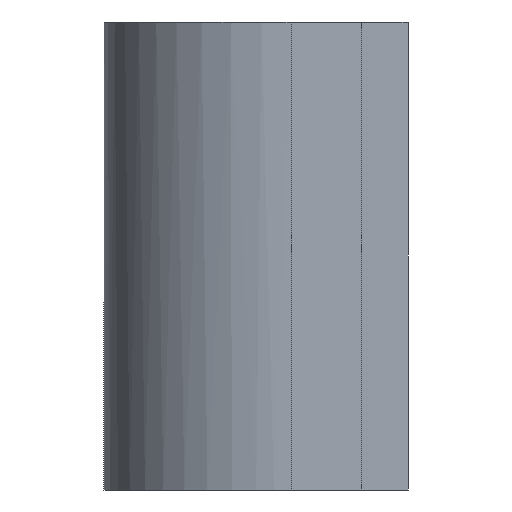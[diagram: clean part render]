
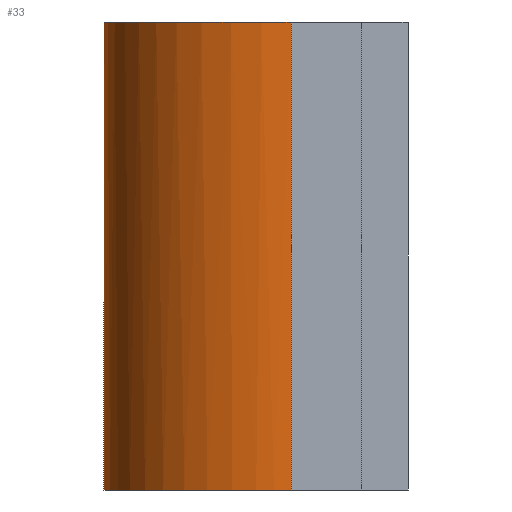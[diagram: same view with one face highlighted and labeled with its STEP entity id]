
A CAD part, left-side view. The second image highlights one B-rep face of the part: STEP entity #33.
In plain terms, the highlighted free-form (B-spline) face has degree [2, 1] with [9, 2] control points.
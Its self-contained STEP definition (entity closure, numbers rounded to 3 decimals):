
#33=ADVANCED_FACE('',(#51),#301,.T.);
#51=FACE_OUTER_BOUND('',#71,.T.);
#71=EDGE_LOOP('',(#161,#162,#163,#164));
#161=ORIENTED_EDGE('',*,*,#171,.F.);
#162=ORIENTED_EDGE('',*,*,#213,.T.);
#163=ORIENTED_EDGE('',*,*,#179,.F.);
#164=ORIENTED_EDGE('',*,*,#214,.T.);
#171=EDGE_CURVE('',#279,#280,#231,.T.);
#179=EDGE_CURVE('',#281,#282,#239,.T.);
#213=EDGE_CURVE('',#279,#282,#225,.T.);
#214=EDGE_CURVE('',#281,#280,#226,.T.);
#225=(
BOUNDED_CURVE()
B_SPLINE_CURVE(2,(#622,#623,#624,#625,#626),.UNSPECIFIED.,.F.,.F.)
B_SPLINE_CURVE_WITH_KNOTS((3,2,3),(0.,12.287,24.574),
 .UNSPECIFIED.)
CURVE()
GEOMETRIC_REPRESENTATION_ITEM()
RATIONAL_B_SPLINE_CURVE((1.,0.719,1.,0.719,1.))
REPRESENTATION_ITEM('')
);
#226=(
BOUNDED_CURVE()
B_SPLINE_CURVE(2,(#627,#628,#629,#630,#631),.UNSPECIFIED.,.F.,.F.)
B_SPLINE_CURVE_WITH_KNOTS((3,2,3),(-24.574,-12.287,
0.),.UNSPECIFIED.)
CURVE()
GEOMETRIC_REPRESENTATION_ITEM()
RATIONAL_B_SPLINE_CURVE((1.,0.719,1.,0.719,1.))
REPRESENTATION_ITEM('')
);
#231=B_SPLINE_CURVE_WITH_KNOTS('',1,(#526,#527),.UNSPECIFIED.,.F.,.F.,(2,
2),(0.,20.),.UNSPECIFIED.);
#239=B_SPLINE_CURVE_WITH_KNOTS('',1,(#544,#545),.UNSPECIFIED.,.F.,.F.,(2,
2),(-20.,0.),.UNSPECIFIED.);
#279=VERTEX_POINT('',#504);
#280=VERTEX_POINT('',#505);
#281=VERTEX_POINT('',#506);
#282=VERTEX_POINT('',#507);
#301=(
BOUNDED_SURFACE()
B_SPLINE_SURFACE(2,1,((#454,#455),(#456,#457),(#458,#459),(#460,#461),(#462,
#463),(#464,#465),(#466,#467),(#468,#469),(#470,#471)),.UNSPECIFIED.,.T.,
 .F.,.F.)
B_SPLINE_SURFACE_WITH_KNOTS((3,2,2,2,3),(2,2),(0.,1.571,3.142,
4.712,6.283),(0.,24.002),.UNSPECIFIED.)
GEOMETRIC_REPRESENTATION_ITEM()
RATIONAL_B_SPLINE_SURFACE(((1.,1.),(0.707,0.707),
(1.,1.),(0.707,0.707),(1.,1.),(0.707,
0.707),(1.,1.),(0.707,0.707),(1.,1.)))
REPRESENTATION_ITEM('')
SURFACE()
);
#454=CARTESIAN_POINT('',(8.,0.,-12.001));
#455=CARTESIAN_POINT('',(8.,0.,12.001));
#456=CARTESIAN_POINT('',(8.,8.,-12.001));
#457=CARTESIAN_POINT('',(8.,8.,12.001));
#458=CARTESIAN_POINT('',(0.,8.,-12.001));
#459=CARTESIAN_POINT('',(0.,8.,12.001));
#460=CARTESIAN_POINT('',(-8.,8.,-12.001));
#461=CARTESIAN_POINT('',(-8.,8.,12.001));
#462=CARTESIAN_POINT('',(-8.,0.,-12.001));
#463=CARTESIAN_POINT('',(-8.,0.,12.001));
#464=CARTESIAN_POINT('',(-8.,-8.,-12.001));
#465=CARTESIAN_POINT('',(-8.,-8.,12.001));
#466=CARTESIAN_POINT('',(0.,-8.,-12.001));
#467=CARTESIAN_POINT('',(0.,-8.,12.001));
#468=CARTESIAN_POINT('',(8.,-8.,-12.001));
#469=CARTESIAN_POINT('',(8.,-8.,12.001));
#470=CARTESIAN_POINT('',(8.,0.,-12.001));
#471=CARTESIAN_POINT('',(8.,0.,12.001));
#504=CARTESIAN_POINT('',(7.981,0.558,-10.));
#505=CARTESIAN_POINT('',(7.981,0.558,10.));
#506=CARTESIAN_POINT('',(-8.,0.,10.));
#507=CARTESIAN_POINT('',(-8.,0.,-10.));
#526=CARTESIAN_POINT('',(7.981,0.558,-10.));
#527=CARTESIAN_POINT('',(7.981,0.558,10.));
#544=CARTESIAN_POINT('',(-8.,0.,10.));
#545=CARTESIAN_POINT('',(-8.,0.,-10.));
#622=CARTESIAN_POINT('',(7.981,0.558,-10.));
#623=CARTESIAN_POINT('',(7.442,8.265,-10.));
#624=CARTESIAN_POINT('',(-0.279,7.995,-10.));
#625=CARTESIAN_POINT('',(-8.,7.726,-10.));
#626=CARTESIAN_POINT('',(-8.,0.,-10.));
#627=CARTESIAN_POINT('',(-8.,0.,10.));
#628=CARTESIAN_POINT('',(-8.,7.726,10.));
#629=CARTESIAN_POINT('',(-0.279,7.995,10.));
#630=CARTESIAN_POINT('',(7.442,8.265,10.));
#631=CARTESIAN_POINT('',(7.981,0.558,10.));
